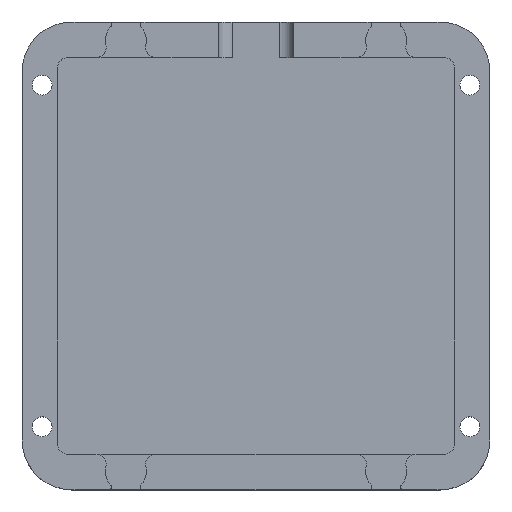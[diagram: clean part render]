
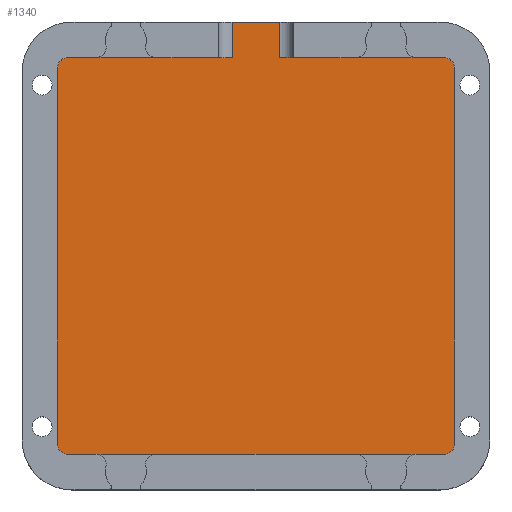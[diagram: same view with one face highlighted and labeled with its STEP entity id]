
A CAD part, top view. The second image highlights one B-rep face of the part: STEP entity #1340.
In plain terms, the highlighted planar face has unit normal (0, 0, 1).
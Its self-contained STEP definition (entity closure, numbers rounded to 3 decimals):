
#53=LINE('',#2184,#159);
#76=LINE('',#2277,#182);
#77=LINE('',#2280,#183);
#81=LINE('',#2290,#187);
#82=LINE('',#2294,#188);
#83=LINE('',#2298,#189);
#84=LINE('',#2302,#190);
#85=LINE('',#2305,#191);
#159=VECTOR('',#1727,10.);
#182=VECTOR('',#1826,10.);
#183=VECTOR('',#1829,10.);
#187=VECTOR('',#1839,10.);
#188=VECTOR('',#1842,10.);
#189=VECTOR('',#1845,10.);
#190=VECTOR('',#1848,10.);
#191=VECTOR('',#1851,10.);
#324=FACE_OUTER_BOUND('',#416,.T.);
#416=EDGE_LOOP('',(#1067,#1068,#1069,#1070,#1071,#1072,#1073,#1074,#1075,
#1076,#1077,#1078));
#531=CIRCLE('',#1502,1.5);
#532=CIRCLE('',#1503,1.5);
#533=CIRCLE('',#1504,1.5);
#534=CIRCLE('',#1505,1.5);
#622=VERTEX_POINT('',#2181);
#623=VERTEX_POINT('',#2183);
#655=VERTEX_POINT('',#2275);
#656=VERTEX_POINT('',#2279);
#659=VERTEX_POINT('',#2289);
#660=VERTEX_POINT('',#2291);
#661=VERTEX_POINT('',#2293);
#662=VERTEX_POINT('',#2295);
#663=VERTEX_POINT('',#2297);
#664=VERTEX_POINT('',#2299);
#665=VERTEX_POINT('',#2301);
#666=VERTEX_POINT('',#2303);
#764=EDGE_CURVE('',#622,#623,#53,.F.);
#811=EDGE_CURVE('',#655,#622,#76,.T.);
#812=EDGE_CURVE('',#623,#656,#77,.T.);
#817=EDGE_CURVE('',#659,#655,#81,.T.);
#818=EDGE_CURVE('',#660,#659,#531,.T.);
#819=EDGE_CURVE('',#661,#660,#82,.T.);
#820=EDGE_CURVE('',#662,#661,#532,.T.);
#821=EDGE_CURVE('',#663,#662,#83,.T.);
#822=EDGE_CURVE('',#664,#663,#533,.T.);
#823=EDGE_CURVE('',#665,#664,#84,.T.);
#824=EDGE_CURVE('',#666,#665,#534,.T.);
#825=EDGE_CURVE('',#656,#666,#85,.T.);
#1067=ORIENTED_EDGE('',*,*,#817,.F.);
#1068=ORIENTED_EDGE('',*,*,#818,.F.);
#1069=ORIENTED_EDGE('',*,*,#819,.F.);
#1070=ORIENTED_EDGE('',*,*,#820,.F.);
#1071=ORIENTED_EDGE('',*,*,#821,.F.);
#1072=ORIENTED_EDGE('',*,*,#822,.F.);
#1073=ORIENTED_EDGE('',*,*,#823,.F.);
#1074=ORIENTED_EDGE('',*,*,#824,.F.);
#1075=ORIENTED_EDGE('',*,*,#825,.F.);
#1076=ORIENTED_EDGE('',*,*,#812,.F.);
#1077=ORIENTED_EDGE('',*,*,#764,.F.);
#1078=ORIENTED_EDGE('',*,*,#811,.F.);
#1293=PLANE('',#1501);
#1340=ADVANCED_FACE('',(#324),#1293,.F.);
#1501=AXIS2_PLACEMENT_3D('',#2288,#1837,#1838);
#1502=AXIS2_PLACEMENT_3D('',#2292,#1840,#1841);
#1503=AXIS2_PLACEMENT_3D('',#2296,#1843,#1844);
#1504=AXIS2_PLACEMENT_3D('',#2300,#1846,#1847);
#1505=AXIS2_PLACEMENT_3D('',#2304,#1849,#1850);
#1727=DIRECTION('',(-1.,0.,0.));
#1826=DIRECTION('',(0.,1.,0.));
#1829=DIRECTION('',(0.,-1.,0.));
#1837=DIRECTION('center_axis',(0.,0.,-1.));
#1838=DIRECTION('ref_axis',(1.,0.,0.));
#1839=DIRECTION('',(1.,0.,0.));
#1840=DIRECTION('center_axis',(0.,0.,-1.));
#1841=DIRECTION('ref_axis',(0.,1.,0.));
#1842=DIRECTION('',(0.,1.,0.));
#1843=DIRECTION('center_axis',(0.,0.,-1.));
#1844=DIRECTION('ref_axis',(-1.,0.,0.));
#1845=DIRECTION('',(-1.,0.,0.));
#1846=DIRECTION('center_axis',(0.,0.,-1.));
#1847=DIRECTION('ref_axis',(0.,-1.,0.));
#1848=DIRECTION('',(0.,-1.,0.));
#1849=DIRECTION('center_axis',(0.,0.,-1.));
#1850=DIRECTION('ref_axis',(1.,0.,0.));
#1851=DIRECTION('',(1.,0.,0.));
#2181=CARTESIAN_POINT('',(25.075,5.675,-9.5));
#2183=CARTESIAN_POINT('',(32.075,5.675,-9.5));
#2184=CARTESIAN_POINT('',(42.35,5.675,-9.5));
#2275=CARTESIAN_POINT('',(25.075,0.475,-9.5));
#2277=CARTESIAN_POINT('',(25.075,-14.05,-9.5));
#2279=CARTESIAN_POINT('',(32.075,0.475,-9.5));
#2280=CARTESIAN_POINT('',(32.075,-10.55,-9.5));
#2288=CARTESIAN_POINT('Origin',(28.575,-28.575,-9.5));
#2289=CARTESIAN_POINT('',(1.025,0.475,-9.5));
#2290=CARTESIAN_POINT('',(42.35,0.475,-9.5));
#2291=CARTESIAN_POINT('',(-0.475,-1.025,-9.5));
#2292=CARTESIAN_POINT('Origin',(1.025,-1.025,-9.5));
#2293=CARTESIAN_POINT('',(-0.475,-56.125,-9.5));
#2294=CARTESIAN_POINT('',(-0.475,-14.8,-9.5));
#2295=CARTESIAN_POINT('',(1.025,-57.625,-9.5));
#2296=CARTESIAN_POINT('Origin',(1.025,-56.125,-9.5));
#2297=CARTESIAN_POINT('',(56.125,-57.625,-9.5));
#2298=CARTESIAN_POINT('',(14.8,-57.625,-9.5));
#2299=CARTESIAN_POINT('',(57.625,-56.125,-9.5));
#2300=CARTESIAN_POINT('Origin',(56.125,-56.125,-9.5));
#2301=CARTESIAN_POINT('',(57.625,-1.025,-9.5));
#2302=CARTESIAN_POINT('',(57.625,-42.35,-9.5));
#2303=CARTESIAN_POINT('',(56.125,0.475,-9.5));
#2304=CARTESIAN_POINT('Origin',(56.125,-1.025,-9.5));
#2305=CARTESIAN_POINT('',(42.35,0.475,-9.5));
